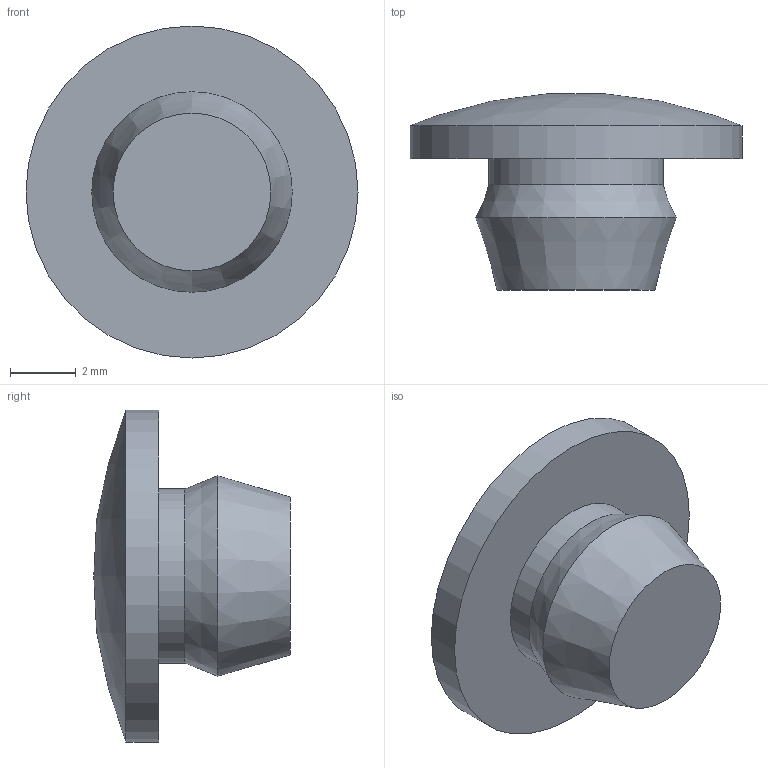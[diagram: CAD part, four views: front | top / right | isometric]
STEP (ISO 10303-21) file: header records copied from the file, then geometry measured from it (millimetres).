
FILE_DESCRIPTION (( 'STEP AP203' ), '1' );
FILE_NAME ('TI-00D-STB-006 TITAN Çàãëóøêà ïîä îòâåðñòèå 6ìì (20øò. êîìïë) IEK.STEP', '2024-09-11T10:53:05', ( '' ), ( '' ), 'SwSTEP 2.0', 'SolidWorks 2022', '' );
FILE_SCHEMA (( 'CONFIG_CONTROL_DESIGN' ));
Length unit declared in the file: millimetre
Products named in the file (1): TI-00D-STB-006 TITAN Заглушка под отверстие 6мм (20шт. компл) IEK
Bounding box: 10.1 x 5.97 x 10.1 mm (x, y, z)
Volume: 215.5 mm3; surface area: 263 mm2
Topology: 1 solids, 1 shells, 7 faces, 10 edges, 6 vertices
Faces by surface type: plane 2, cone 2, cylinder 2, sphere 1
Full cylindrical faces by diameter (mm): 5.3 x1, 10.1 x1
Entity records: 211 total; most frequent: DIRECTION 28, CARTESIAN_POINT 20, AXIS2_PLACEMENT_3D 14, ORIENTED_EDGE 12, EDGE_LOOP 12, FACE_OUTER_BOUND 9, PERSON_AND_ORGANIZATION 8, ADVANCED_FACE 7
